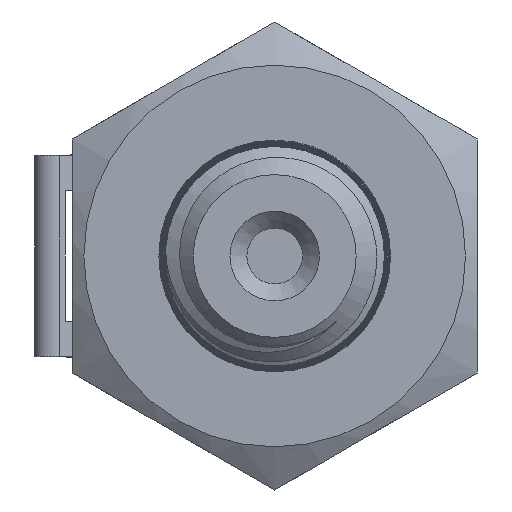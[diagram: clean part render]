
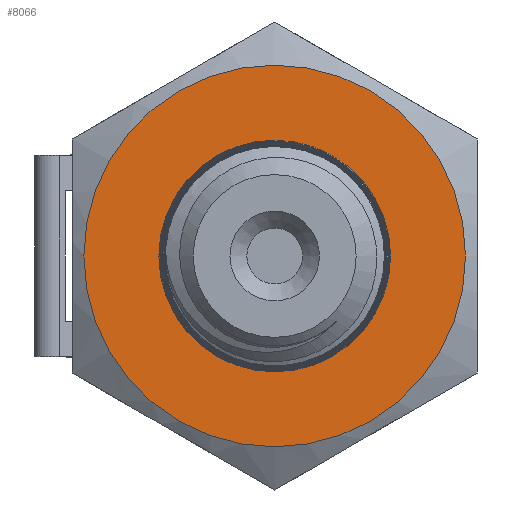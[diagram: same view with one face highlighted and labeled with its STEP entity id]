
A CAD part, left-side view. The second image highlights one B-rep face of the part: STEP entity #8066.
In plain terms, the highlighted planar face has unit normal (-1, 0, 0).
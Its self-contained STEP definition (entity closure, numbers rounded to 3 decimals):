
#105=FACE_BOUND('',#1382,.T.);
#214=PLANE('',#8485);
#893=FACE_OUTER_BOUND('',#1381,.T.);
#1381=EDGE_LOOP('',(#6899));
#1382=EDGE_LOOP('',(#6900));
#1594=CIRCLE('',#8301,6.86);
#1695=CIRCLE('',#8476,11.3);
#3360=VERTEX_POINT('',#12999);
#3861=VERTEX_POINT('',#21349);
#4163=EDGE_CURVE('',#3360,#3360,#1594,.T.);
#4913=EDGE_CURVE('',#3861,#3861,#1695,.T.);
#6899=ORIENTED_EDGE('',*,*,#4913,.T.);
#6900=ORIENTED_EDGE('',*,*,#4163,.T.);
#8066=ADVANCED_FACE('',(#893,#105),#214,.T.);
#8301=AXIS2_PLACEMENT_3D('',#13000,#8823,#8824);
#8476=AXIS2_PLACEMENT_3D('',#21351,#9503,#9504);
#8485=AXIS2_PLACEMENT_3D('',#21368,#9528,#9529);
#8823=DIRECTION('center_axis',(1.,0.,0.));
#8824=DIRECTION('ref_axis',(0.,0.,-1.));
#9503=DIRECTION('center_axis',(-1.,0.,0.));
#9504=DIRECTION('ref_axis',(0.,1.,0.));
#9528=DIRECTION('center_axis',(-1.,0.,0.));
#9529=DIRECTION('ref_axis',(0.,0.,1.));
#12999=CARTESIAN_POINT('',(14.,-6.86,0.));
#13000=CARTESIAN_POINT('Origin',(14.,0.,0.));
#21349=CARTESIAN_POINT('',(14.,-11.3,0.));
#21351=CARTESIAN_POINT('Origin',(14.,0.,0.));
#21368=CARTESIAN_POINT('Origin',(14.,12.,0.));
